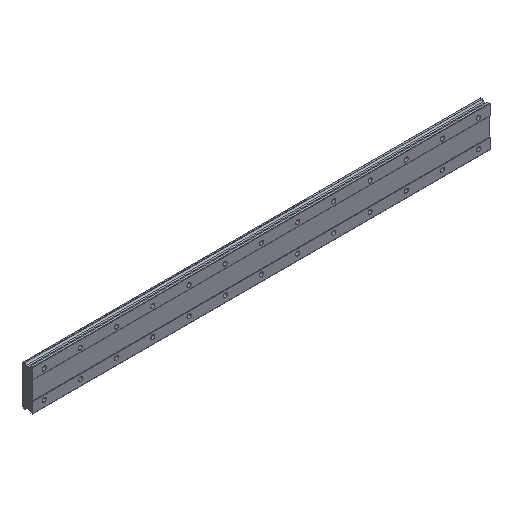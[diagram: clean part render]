
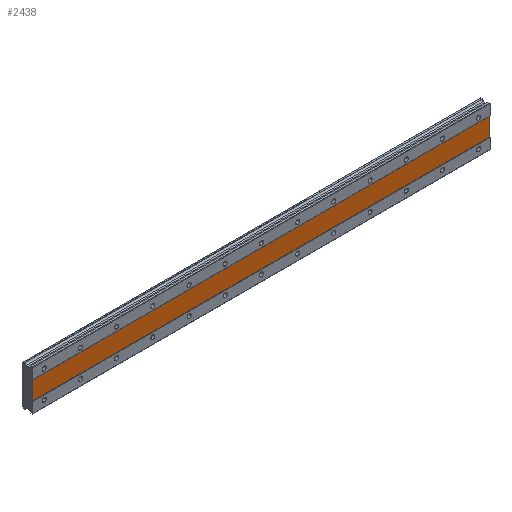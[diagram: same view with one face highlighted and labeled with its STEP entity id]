
A CAD part, isometric view. The second image highlights one B-rep face of the part: STEP entity #2438.
In plain terms, the highlighted planar face has unit normal (0, -1, 0).
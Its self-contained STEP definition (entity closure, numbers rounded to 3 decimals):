
#45 = VERTEX_POINT ( 'NONE', #315 ) ;
#315 = CARTESIAN_POINT ( 'NONE',  ( -25., 1., -20. ) ) ;
#452 = VECTOR ( 'NONE', #5171, 1000. ) ;
#508 = CARTESIAN_POINT ( 'NONE',  ( 985., 1., 20. ) ) ;
#526 = CARTESIAN_POINT ( 'NONE',  ( 985., 1., 20. ) ) ;
#556 = ORIENTED_EDGE ( 'NONE', *, *, #1355, .F. ) ;
#613 = VECTOR ( 'NONE', #3330, 1000. ) ;
#824 = CARTESIAN_POINT ( 'NONE',  ( 985., 1., 20. ) ) ;
#867 = ORIENTED_EDGE ( 'NONE', *, *, #3657, .F. ) ;
#938 = VECTOR ( 'NONE', #3931, 1000. ) ;
#1142 = ORIENTED_EDGE ( 'NONE', *, *, #4545, .F. ) ;
#1355 = EDGE_CURVE ( 'NONE', #3013, #4017, #1706, .T. ) ;
#1495 = VECTOR ( 'NONE', #3318, 1000. ) ;
#1706 = LINE ( 'NONE', #508, #613 ) ;
#1895 = LINE ( 'NONE', #4398, #938 ) ;
#2312 = CARTESIAN_POINT ( 'NONE',  ( 985., 1., -20. ) ) ;
#2438 = ADVANCED_FACE ( 'NONE', ( #3678 ), #4073, .F. ) ;
#2461 = ORIENTED_EDGE ( 'NONE', *, *, #3495, .F. ) ;
#3013 = VERTEX_POINT ( 'NONE', #3059 ) ;
#3059 = CARTESIAN_POINT ( 'NONE',  ( -25., 1., 20. ) ) ;
#3318 = DIRECTION ( 'NONE',  ( 0., 0., -1. ) ) ;
#3330 = DIRECTION ( 'NONE',  ( 1., 0., 0. ) ) ;
#3495 = EDGE_CURVE ( 'NONE', #4698, #45, #5123, .T. ) ;
#3657 = EDGE_CURVE ( 'NONE', #4017, #4698, #4038, .T. ) ;
#3678 = FACE_OUTER_BOUND ( 'NONE', #4127, .T. ) ;
#3771 = DIRECTION ( 'NONE',  ( 0., 1., 0. ) ) ;
#3931 = DIRECTION ( 'NONE',  ( 0., 0., 1. ) ) ;
#3961 = AXIS2_PLACEMENT_3D ( 'NONE', #4484, #3771, #4961 ) ;
#4017 = VERTEX_POINT ( 'NONE', #526 ) ;
#4038 = LINE ( 'NONE', #824, #1495 ) ;
#4073 = PLANE ( 'NONE',  #3961 ) ;
#4127 = EDGE_LOOP ( 'NONE', ( #2461, #867, #556, #1142 ) ) ;
#4398 = CARTESIAN_POINT ( 'NONE',  ( -25., 1., 20. ) ) ;
#4484 = CARTESIAN_POINT ( 'NONE',  ( 985., 1., 20. ) ) ;
#4545 = EDGE_CURVE ( 'NONE', #45, #3013, #1895, .T. ) ;
#4698 = VERTEX_POINT ( 'NONE', #4939 ) ;
#4939 = CARTESIAN_POINT ( 'NONE',  ( 985., 1., -20. ) ) ;
#4961 = DIRECTION ( 'NONE',  ( 0., 0., 1. ) ) ;
#5123 = LINE ( 'NONE', #2312, #452 ) ;
#5171 = DIRECTION ( 'NONE',  ( -1., 0., 0. ) ) ;
